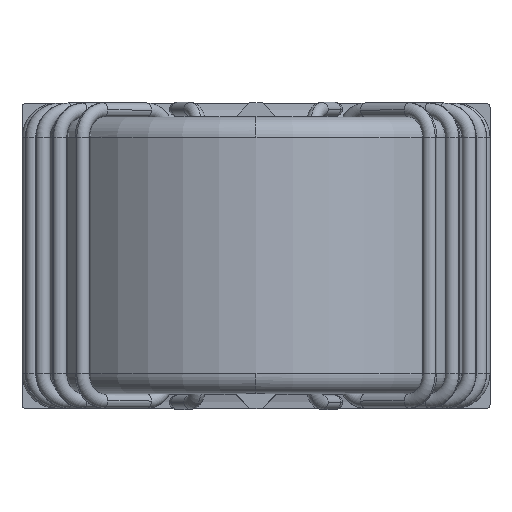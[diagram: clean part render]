
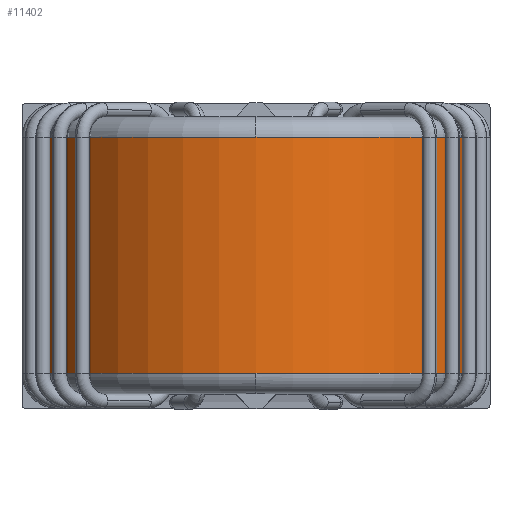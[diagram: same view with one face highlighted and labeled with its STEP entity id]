
A CAD part, top view. The second image highlights one B-rep face of the part: STEP entity #11402.
In plain terms, the highlighted cylindrical face has radius 10.8 mm (diameter 21.6 mm), a partial arc.
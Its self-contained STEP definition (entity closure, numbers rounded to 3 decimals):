
#11402 = ADVANCED_FACE('',(#11403),#11457,.T.);
#11403 = FACE_BOUND('',#11404,.T.);
#11404 = EDGE_LOOP('',(#11405,#11415,#11424,#11433,#11441,#11450));
#11405 = ORIENTED_EDGE('',*,*,#11406,.F.);
#11406 = EDGE_CURVE('',#11407,#11409,#11411,.T.);
#11407 = VERTEX_POINT('',#11408);
#11408 = CARTESIAN_POINT('',(-5.97,-5.8,
    4.));
#11409 = VERTEX_POINT('',#11410);
#11410 = CARTESIAN_POINT('',(-5.97,5.8,
    4.));
#11411 = LINE('',#11412,#11413);
#11412 = CARTESIAN_POINT('',(-5.97,6.8,
    4.));
#11413 = VECTOR('',#11414,1.);
#11414 = DIRECTION('',(0.,1.,0.));
#11415 = ORIENTED_EDGE('',*,*,#11416,.T.);
#11416 = EDGE_CURVE('',#11407,#11417,#11419,.T.);
#11417 = VERTEX_POINT('',#11418);
#11418 = CARTESIAN_POINT('',(0.,-5.8,23.8));
#11419 = CIRCLE('',#11420,10.8);
#11420 = AXIS2_PLACEMENT_3D('',#11421,#11422,#11423);
#11421 = CARTESIAN_POINT('',(0.,-5.8,13.));
#11422 = DIRECTION('',(0.,1.,0.));
#11423 = DIRECTION('',(0.,0.,1.));
#11424 = ORIENTED_EDGE('',*,*,#11425,.T.);
#11425 = EDGE_CURVE('',#11417,#11426,#11428,.T.);
#11426 = VERTEX_POINT('',#11427);
#11427 = CARTESIAN_POINT('',(5.97,-5.8,
    4.));
#11428 = CIRCLE('',#11429,10.8);
#11429 = AXIS2_PLACEMENT_3D('',#11430,#11431,#11432);
#11430 = CARTESIAN_POINT('',(0.,-5.8,13.));
#11431 = DIRECTION('',(0.,1.,0.));
#11432 = DIRECTION('',(0.,0.,1.));
#11433 = ORIENTED_EDGE('',*,*,#11434,.F.);
#11434 = EDGE_CURVE('',#11435,#11426,#11437,.T.);
#11435 = VERTEX_POINT('',#11436);
#11436 = CARTESIAN_POINT('',(5.97,5.8,
    4.));
#11437 = LINE('',#11438,#11439);
#11438 = CARTESIAN_POINT('',(5.97,6.8,
    4.));
#11439 = VECTOR('',#11440,1.);
#11440 = DIRECTION('',(-0.,-1.,-0.));
#11441 = ORIENTED_EDGE('',*,*,#11442,.T.);
#11442 = EDGE_CURVE('',#11435,#11443,#11445,.T.);
#11443 = VERTEX_POINT('',#11444);
#11444 = CARTESIAN_POINT('',(0.,5.8,23.8));
#11445 = CIRCLE('',#11446,10.8);
#11446 = AXIS2_PLACEMENT_3D('',#11447,#11448,#11449);
#11447 = CARTESIAN_POINT('',(0.,5.8,13.));
#11448 = DIRECTION('',(0.,-1.,0.));
#11449 = DIRECTION('',(0.,0.,1.));
#11450 = ORIENTED_EDGE('',*,*,#11451,.T.);
#11451 = EDGE_CURVE('',#11443,#11409,#11452,.T.);
#11452 = CIRCLE('',#11453,10.8);
#11453 = AXIS2_PLACEMENT_3D('',#11454,#11455,#11456);
#11454 = CARTESIAN_POINT('',(0.,5.8,13.));
#11455 = DIRECTION('',(0.,-1.,0.));
#11456 = DIRECTION('',(0.,0.,1.));
#11457 = CYLINDRICAL_SURFACE('',#11458,10.8);
#11458 = AXIS2_PLACEMENT_3D('',#11459,#11460,#11461);
#11459 = CARTESIAN_POINT('',(0.,6.8,13.));
#11460 = DIRECTION('',(-0.,-1.,-0.));
#11461 = DIRECTION('',(0.,0.,-1.));
